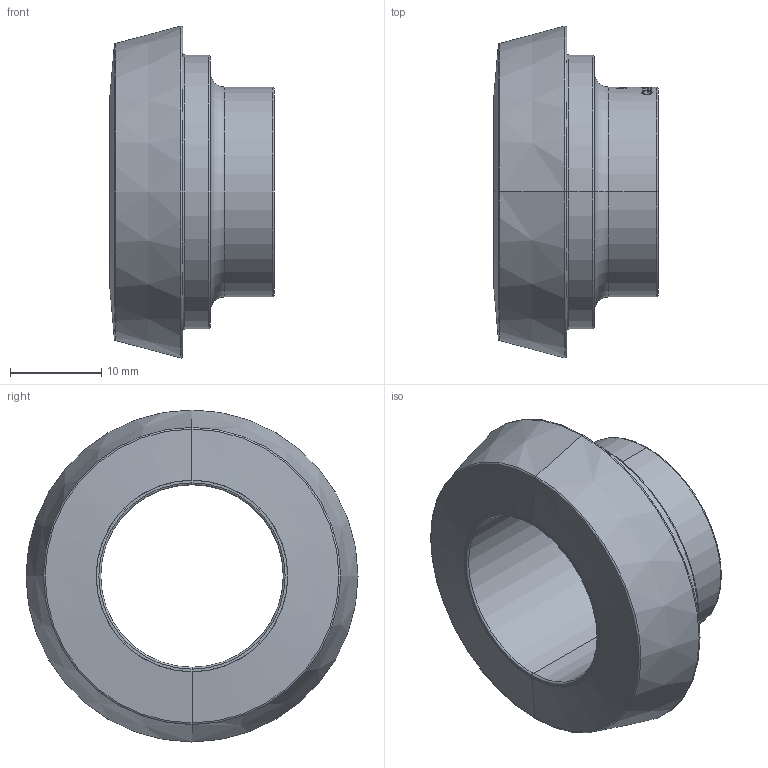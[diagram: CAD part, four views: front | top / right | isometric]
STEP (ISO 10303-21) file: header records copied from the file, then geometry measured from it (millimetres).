
FILE_DESCRIPTION (( 'STEP AP214' ), '1' );
FILE_NAME ('GL-214-020-x Kegelstutzen DIN11851 SD23 x1,5 1709.STEP', '2017-08-29T09:45:10', ( '' ), ( '' ), 'SwSTEP 2.0', 'SolidWorks 2016', '' );
FILE_SCHEMA (( 'AUTOMOTIVE_DESIGN' ));
Length unit declared in the file: millimetre
Products named in the file (1): GL-214-020-x Kegelstutzen  DIN11851 SD23 x1,5 1709
Bounding box: 18 x 36.38 x 36.38 mm (x, y, z)
Volume: 6710.5 mm3; surface area: 3912.3 mm2
Topology: 1 solids, 1 shells, 205 faces, 520 edges, 340 vertices
Faces by surface type: bspline 93, plane 63, cylinder 27, torus 18, cone 4
Entity records: 14277 total; most frequent: CARTESIAN_POINT 8188, ORIENTED_EDGE 1040, DIRECTION 575, EDGE_CURVE 520, VERTEX_POINT 340, B_SPLINE_CURVE_WITH_KNOTS 295, AXIS2_PLACEMENT_3D 237, EDGE_LOOP 230
